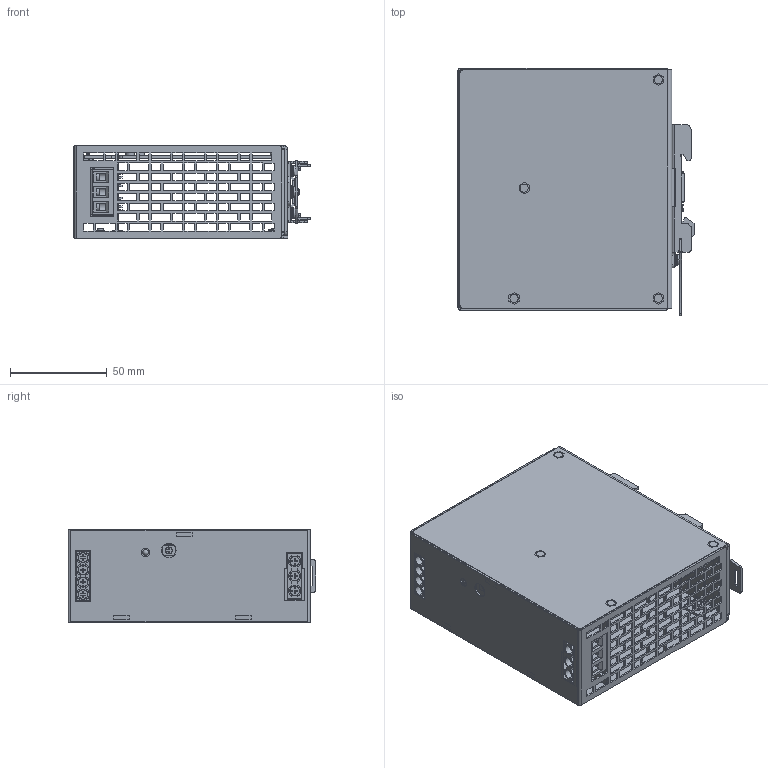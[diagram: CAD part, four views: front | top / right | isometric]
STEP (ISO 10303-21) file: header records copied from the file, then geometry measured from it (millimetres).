
FILE_DESCRIPTION((''),'2;1');
FILE_NAME('IPD24240-NLD-II_ZB_ASM','2024-10-11T14:15:58',('M00031771'),(''),'CREO PARAMETRIC BY PTC INC, 2017110','CREO PARAMETRIC BY PTC INC, 2017110','');
FILE_SCHEMA(('CONFIG_CONTROL_DESIGN','GEOMETRIC_VALIDATION_PROPERTIES_MIM'));
Products named in the file (45): R29242727-LJZ; ES-M3-ZC; BSO-M3-5-ZC; R29242727-LJ_A02_ASM; R29242728-LJZ; R29242728-LJ_A01_ASM; OPEN_CIPD24240-NLD2-M2_V1_3; IPD24240-NLD2-M2_ASM; OPEN_CASCADEIPD24240-NLD2-M1; BIPD24240-NLD2-M1_ASM; OPEN_CASCADE_STEP_TRANSLA-51333; OPEN_CASCADE_STEP_TRANSLA-54237; OPEN_CASCADE_STEP_TRANSLA-54750; OPEN_CASCADE_STEP_TRANSLA-55263; R30042444_ASM; CN1_ASM; OPEN_CASCADE_STEP_TRANSLA-55838; OPEN_CASCADE_STEP_TRANSLA-59471; OPEN_CASCADE_STEP_TRANSLA-59984; OPEN_CASCADE_STEP_TRANSLA-60497; OPEN_CASCADE_STEP_TRANSLA-61010; R30042693_ASM; CN3_ASM; PIPD24240-NLD2-M1_ASM; IPD24240-NLD2-M1_ASM; RP3-5X2_5-6_5X5X7_1A; RP1_ASM; LEDC2-2_54-6_5X4_6X7_4; LED1_ASM; THT-2-7-8X2_5X10_9; CN2_ASM; CN4_ASM; 240W-1122_ASM; R29242729-LJZ; R29242729-LJ_A01_ASM; R29240608-LJ; R29240608-LJ_ASM; R29240607-LJ; R29240607-LJ_ASM; DRP072S-TANHUANG ...
Assembly tree (59 placements, depth 7):
  IPD24240-NLD-II_ZB_ASM
    R29242727-LJ_A02_ASM
      R29242727-LJZ
      ES-M3-ZC  x5
      BSO-M3-5-ZC  x4
    R29242728-LJ_A01_ASM
      R29242728-LJZ
    240W-1122_ASM
      IPD24240-NLD2-M2_ASM
        OPEN_CIPD24240-NLD2-M2_V1_3
      IPD24240-NLD2-M1_ASM
        PIPD24240-NLD2-M1_ASM
          BIPD24240-NLD2-M1_ASM
            OPEN_CASCADEIPD24240-NLD2-M1
          CN1_ASM
            R30042444_ASM
              OPEN_CASCADE_STEP_TRANSLA-51333
              OPEN_CASCADE_STEP_TRANSLA-54237
              OPEN_CASCADE_STEP_TRANSLA-54750
              OPEN_CASCADE_STEP_TRANSLA-55263
          CN3_ASM
            R30042693_ASM
              OPEN_CASCADE_STEP_TRANSLA-55838
              OPEN_CASCADE_STEP_TRANSLA-59471
              OPEN_CASCADE_STEP_TRANSLA-59984
              OPEN_CASCADE_STEP_TRANSLA-60497
              OPEN_CASCADE_STEP_TRANSLA-61010
      RP1_ASM
        RP3-5X2_5-6_5X5X7_1A
      LED1_ASM
        LEDC2-2_54-6_5X4_6X7_4
      CN2_ASM
        THT-2-7-8X2_5X10_9
      CN4_ASM
        THT-2-7-8X2_5X10_9
    R29242729-LJ_A01_ASM
      R29242729-LJZ
    DRP072-BANJINDAOGUI2_ASM
      R29240608-LJ_ASM
        R29240608-LJ
      R29240607-LJ_ASM
        R29240607-LJ
      DRP072S-TANHUANG
    GB13806-92-B_M3X5  x6
    GB9074_4-88_M3X6  x3
    MIAM_MO_240
Bounding box: 122.25 x 128 x 48 mm (x, y, z)
Volume: 103256.7 mm3; surface area: 164389.4 mm2
Topology: 40 solids, 42 shells, 3162 faces, 8737 edges, 5700 vertices
Faces by surface type: plane 2347, cylinder 692, cone 70, bspline 20, torus 18, sphere 15
Entity records: 117971 total; most frequent: CARTESIAN_POINT 20268, ORIENTED_EDGE 15066, DIRECTION 14535, EDGE_CURVE 7537, PRESENTATION_STYLE_ASSIGNMENT 7395, STYLED_ITEM 7221, CURVE_STYLE 7165, VECTOR 6127
